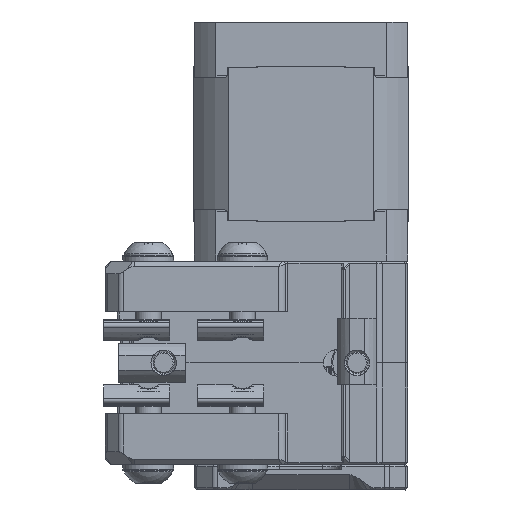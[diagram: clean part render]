
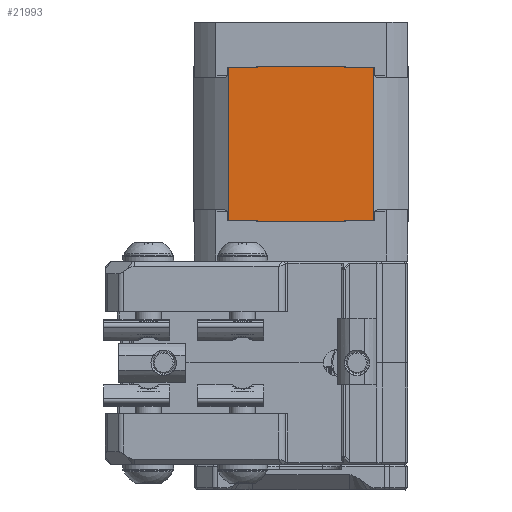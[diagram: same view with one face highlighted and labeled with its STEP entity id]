
A CAD part, left-side view. The second image highlights one B-rep face of the part: STEP entity #21993.
In plain terms, the highlighted planar face has unit normal (-1, 0, 0).
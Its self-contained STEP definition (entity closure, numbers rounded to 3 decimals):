
#1671=LINE('',#35743,#3448);
#1674=LINE('',#35754,#3451);
#1676=LINE('',#35763,#3453);
#1678=LINE('',#35767,#3455);
#1680=LINE('',#35770,#3457);
#1879=LINE('',#36444,#3656);
#1881=LINE('',#36451,#3658);
#1882=LINE('',#36453,#3659);
#1883=LINE('',#36455,#3660);
#1884=LINE('',#36457,#3661);
#1885=LINE('',#36459,#3662);
#1886=LINE('',#36460,#3663);
#3448=VECTOR('',#27211,30.2);
#3451=VECTOR('',#27220,0.1);
#3453=VECTOR('',#27228,0.1);
#3455=VECTOR('',#27234,5.724);
#3457=VECTOR('',#27238,5.724);
#3656=VECTOR('',#27893,17.012);
#3658=VECTOR('',#27901,0.1);
#3659=VECTOR('',#27902,5.724);
#3660=VECTOR('',#27903,30.2);
#3661=VECTOR('',#27904,5.724);
#3662=VECTOR('',#27905,0.1);
#3663=VECTOR('',#27906,17.012);
#5507=PLANE('',#23811);
#6293=FACE_OUTER_BOUND('',#7599,.T.);
#7599=EDGE_LOOP('',(#17328,#17329,#17330,#17331,#17332,#17333,#17334,#17335,
#17336,#17337,#17338,#17339));
#10177=VERTEX_POINT('',#35740);
#10178=VERTEX_POINT('',#35742);
#10182=VERTEX_POINT('',#35751);
#10183=VERTEX_POINT('',#35753);
#10186=VERTEX_POINT('',#35760);
#10187=VERTEX_POINT('',#35762);
#10404=VERTEX_POINT('',#36442);
#10406=VERTEX_POINT('',#36450);
#10407=VERTEX_POINT('',#36452);
#10408=VERTEX_POINT('',#36454);
#10409=VERTEX_POINT('',#36456);
#10410=VERTEX_POINT('',#36458);
#12572=EDGE_CURVE('',#10178,#10177,#1671,.T.);
#12577=EDGE_CURVE('',#10183,#10182,#1674,.T.);
#12581=EDGE_CURVE('',#10187,#10186,#1676,.T.);
#12584=EDGE_CURVE('',#10177,#10187,#1678,.T.);
#12586=EDGE_CURVE('',#10182,#10178,#1680,.T.);
#12907=EDGE_CURVE('',#10186,#10404,#1879,.T.);
#12910=EDGE_CURVE('',#10404,#10406,#1881,.T.);
#12911=EDGE_CURVE('',#10407,#10406,#1882,.T.);
#12912=EDGE_CURVE('',#10408,#10407,#1883,.T.);
#12913=EDGE_CURVE('',#10409,#10408,#1884,.T.);
#12914=EDGE_CURVE('',#10409,#10410,#1885,.T.);
#12915=EDGE_CURVE('',#10410,#10183,#1886,.T.);
#17328=ORIENTED_EDGE('',*,*,#12907,.T.);
#17329=ORIENTED_EDGE('',*,*,#12910,.T.);
#17330=ORIENTED_EDGE('',*,*,#12911,.F.);
#17331=ORIENTED_EDGE('',*,*,#12912,.F.);
#17332=ORIENTED_EDGE('',*,*,#12913,.F.);
#17333=ORIENTED_EDGE('',*,*,#12914,.T.);
#17334=ORIENTED_EDGE('',*,*,#12915,.T.);
#17335=ORIENTED_EDGE('',*,*,#12577,.T.);
#17336=ORIENTED_EDGE('',*,*,#12586,.T.);
#17337=ORIENTED_EDGE('',*,*,#12572,.T.);
#17338=ORIENTED_EDGE('',*,*,#12584,.T.);
#17339=ORIENTED_EDGE('',*,*,#12581,.T.);
#21993=ADVANCED_FACE('',(#6293),#5507,.T.);
#23811=AXIS2_PLACEMENT_3D('',#36449,#27899,#27900);
#27211=DIRECTION('',(0.,0.,-1.));
#27220=DIRECTION('',(0.,0.,-1.));
#27228=DIRECTION('',(0.,0.,-1.));
#27234=DIRECTION('',(0.,-1.,0.));
#27238=DIRECTION('',(0.,1.,0.));
#27893=DIRECTION('',(0.,-1.,0.));
#27899=DIRECTION('center_axis',(-1.,0.,0.));
#27900=DIRECTION('ref_axis',(0.,0.,1.));
#27901=DIRECTION('',(0.,0.,1.));
#27902=DIRECTION('',(0.,1.,0.));
#27903=DIRECTION('',(0.,0.,-1.));
#27904=DIRECTION('',(0.,-1.,0.));
#27905=DIRECTION('',(0.,0.,1.));
#27906=DIRECTION('',(0.,1.,0.));
#35740=CARTESIAN_POINT('',(-21.1,14.23,-19.54));
#35742=CARTESIAN_POINT('',(-21.1,14.23,10.66));
#35743=CARTESIAN_POINT('',(-21.1,14.23,10.66));
#35751=CARTESIAN_POINT('',(-21.1,8.506,10.66));
#35753=CARTESIAN_POINT('',(-21.1,8.506,10.76));
#35754=CARTESIAN_POINT('',(-21.1,8.506,10.76));
#35760=CARTESIAN_POINT('',(-21.1,8.506,-19.64));
#35762=CARTESIAN_POINT('',(-21.1,8.506,-19.54));
#35763=CARTESIAN_POINT('',(-21.1,8.506,-19.54));
#35767=CARTESIAN_POINT('',(-21.1,14.23,-19.54));
#35770=CARTESIAN_POINT('',(-21.1,8.506,10.66));
#36442=CARTESIAN_POINT('',(-21.1,-8.506,-19.64));
#36444=CARTESIAN_POINT('',(-21.1,8.506,-19.64));
#36449=CARTESIAN_POINT('Origin',(-21.1,-14.231,-19.641));
#36450=CARTESIAN_POINT('',(-21.1,-8.506,-19.54));
#36451=CARTESIAN_POINT('',(-21.1,-8.506,-19.64));
#36452=CARTESIAN_POINT('',(-21.1,-14.23,-19.54));
#36453=CARTESIAN_POINT('',(-21.1,-14.23,-19.54));
#36454=CARTESIAN_POINT('',(-21.1,-14.23,10.66));
#36455=CARTESIAN_POINT('',(-21.1,-14.23,10.66));
#36456=CARTESIAN_POINT('',(-21.1,-8.506,10.66));
#36457=CARTESIAN_POINT('',(-21.1,-8.506,10.66));
#36458=CARTESIAN_POINT('',(-21.1,-8.506,10.76));
#36459=CARTESIAN_POINT('',(-21.1,-8.506,10.66));
#36460=CARTESIAN_POINT('',(-21.1,-8.506,10.76));
